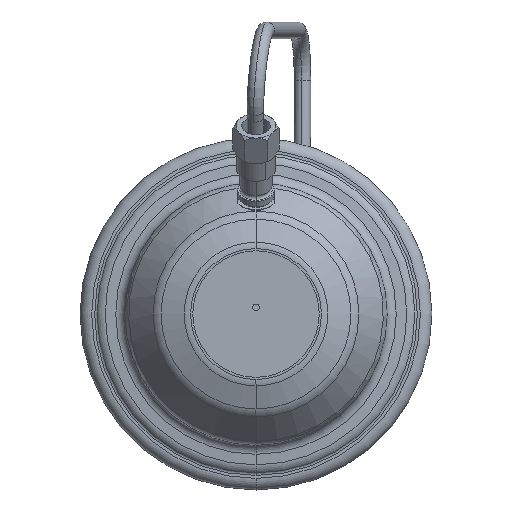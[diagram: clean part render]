
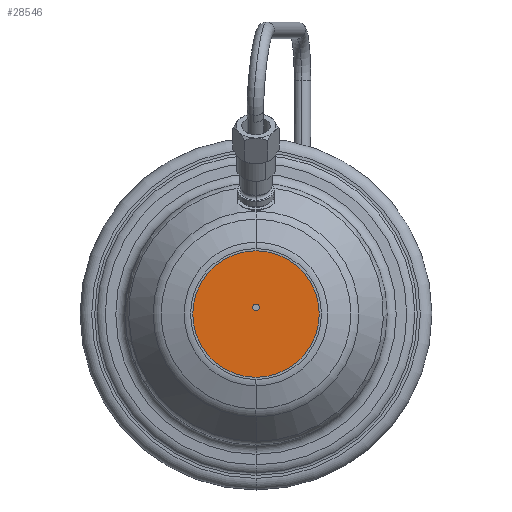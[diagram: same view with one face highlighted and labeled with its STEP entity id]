
A CAD part, front view. The second image highlights one B-rep face of the part: STEP entity #28546.
In plain terms, the highlighted planar face has unit normal (0, -1, 0).
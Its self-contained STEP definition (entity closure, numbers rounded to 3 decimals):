
#7707=CARTESIAN_POINT('',(0.,-96.982,0.));
#7708=DIRECTION('',(0.,-1.,0.));
#7709=DIRECTION('',(-1.,0.,0.));
#7710=AXIS2_PLACEMENT_3D('',#7707,#7708,#7709);
#7712=CARTESIAN_POINT('',(0.,-96.982,0.));
#7713=DIRECTION('',(0.,-1.,0.));
#7714=DIRECTION('',(1.,0.,0.));
#7715=AXIS2_PLACEMENT_3D('',#7712,#7713,#7714);
#7717=CARTESIAN_POINT('',(0.,-96.982,2.));
#7718=DIRECTION('',(0.,1.,0.));
#7719=DIRECTION('',(-1.,0.,0.));
#7720=AXIS2_PLACEMENT_3D('',#7717,#7718,#7719);
#7722=CARTESIAN_POINT('',(0.,-96.982,2.));
#7723=DIRECTION('',(0.,1.,0.));
#7724=DIRECTION('',(1.,0.,0.));
#7725=AXIS2_PLACEMENT_3D('',#7722,#7723,#7724);
#21893=CARTESIAN_POINT('',(-19.05,-96.982,0.));
#21894=CARTESIAN_POINT('',(19.05,-96.982,0.));
#21895=VERTEX_POINT('',#21893);
#21896=VERTEX_POINT('',#21894);
#21897=CARTESIAN_POINT('',(-1.,-96.982,2.));
#21898=CARTESIAN_POINT('',(1.,-96.982,2.));
#21899=VERTEX_POINT('',#21897);
#21900=VERTEX_POINT('',#21898);
#28531=CARTESIAN_POINT('',(0.,-96.982,0.));
#28532=DIRECTION('',(0.,-1.,0.));
#28533=DIRECTION('',(-1.,0.,0.));
#28534=AXIS2_PLACEMENT_3D('',#28531,#28532,#28533);
#28535=PLANE('',#28534);
#28536=ORIENTED_EDGE('',*,*,#28511,.F.);
#28537=ORIENTED_EDGE('',*,*,#28525,.F.);
#28538=EDGE_LOOP('',(#28536,#28537));
#28539=FACE_OUTER_BOUND('',#28538,.F.);
#28541=ORIENTED_EDGE('',*,*,#28540,.F.);
#28543=ORIENTED_EDGE('',*,*,#28542,.F.);
#28544=EDGE_LOOP('',(#28541,#28543));
#28545=FACE_BOUND('',#28544,.F.);
#28546=ADVANCED_FACE('',(#28539,#28545),#28535,.T.);
#7711=CIRCLE('',#7710,19.05);
#7716=CIRCLE('',#7715,19.05);
#7721=CIRCLE('',#7720,1.);
#7726=CIRCLE('',#7725,1.);
#28511=EDGE_CURVE('',#21895,#21896,#7711,.T.);
#28525=EDGE_CURVE('',#21896,#21895,#7716,.T.);
#28540=EDGE_CURVE('',#21899,#21900,#7721,.T.);
#28542=EDGE_CURVE('',#21900,#21899,#7726,.T.);
